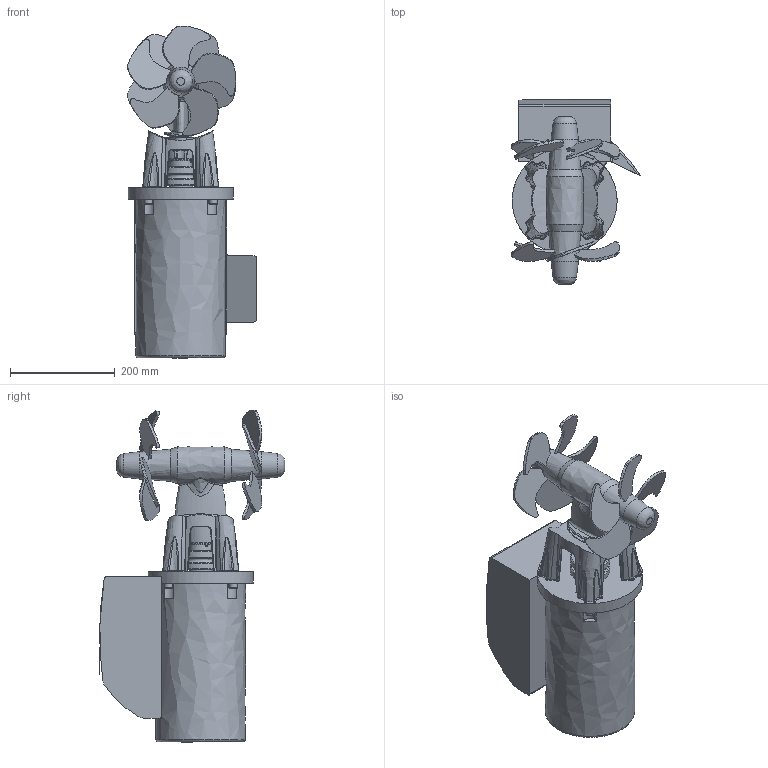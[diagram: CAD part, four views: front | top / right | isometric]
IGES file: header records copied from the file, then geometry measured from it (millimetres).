
Global section: file name: SE150-215T (24V); native system: Autodesk Inventor 2016; preprocessor: unknown; author: Elvira H.  ; date: 20170220.091135; units: centimetre
Bounding box: 245.82 x 353.97 x 633 mm (x, y, z)
Volume: 14652492.8 mm3; surface area: 705742 mm2
Topology: 2 solids, 2 shells, 646 faces, 1693 edges, 1070 vertices
Faces by surface type: bspline 646
